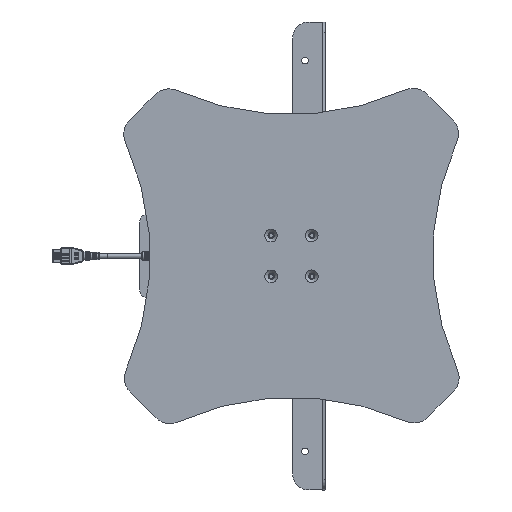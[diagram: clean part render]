
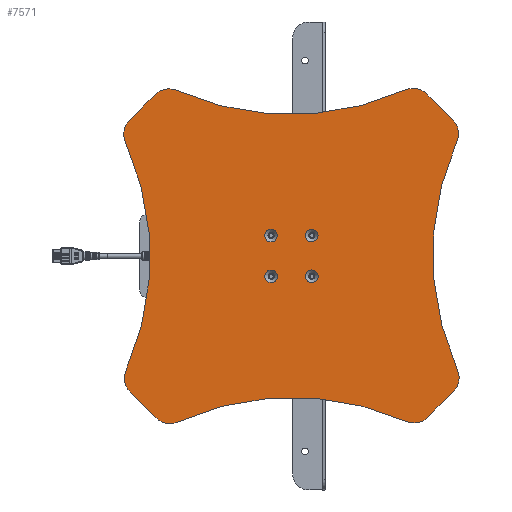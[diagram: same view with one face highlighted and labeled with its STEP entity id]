
A CAD part, front view. The second image highlights one B-rep face of the part: STEP entity #7571.
In plain terms, the highlighted planar face has unit normal (0, -1, 0).
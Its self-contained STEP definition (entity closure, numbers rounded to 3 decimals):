
#2825=FACE_BOUND('',#16920,.T.);
#2826=FACE_BOUND('',#16921,.T.);
#2827=FACE_BOUND('',#16922,.T.);
#2828=FACE_BOUND('',#16923,.T.);
#2829=FACE_BOUND('',#16924,.T.);
#4318=CIRCLE('',#64648,343.82);
#4320=CIRCLE('',#64651,24.);
#4322=CIRCLE('',#64654,24.);
#4331=CIRCLE('',#64668,7.75);
#4332=CIRCLE('',#64670,7.75);
#4333=CIRCLE('',#64672,7.75);
#4334=CIRCLE('',#64674,7.75);
#4344=CIRCLE('',#64686,24.);
#4345=CIRCLE('',#64688,24.);
#4346=CIRCLE('',#64691,24.);
#4347=CIRCLE('',#64693,343.82);
#4348=CIRCLE('',#64695,24.);
#4349=CIRCLE('',#64698,343.82);
#4350=CIRCLE('',#64701,24.);
#4351=CIRCLE('',#64703,343.82);
#4352=CIRCLE('',#64705,24.);
#7571=ADVANCED_FACE('',(#2825,#2826,#2827,#2828,#2829),#10049,.T.);
#10049=PLANE('',#64708);
#16920=EDGE_LOOP('',(#32297,#32298,#32299,#32300,#32301,#32302,#32303,#32304,
#32305,#32306,#32307,#32308,#32309,#32310,#32311,#32312));
#16921=EDGE_LOOP('',(#32313));
#16922=EDGE_LOOP('',(#32314));
#16923=EDGE_LOOP('',(#32315));
#16924=EDGE_LOOP('',(#32316));
#32297=ORIENTED_EDGE('',*,*,#47477,.F.);
#32298=ORIENTED_EDGE('',*,*,#47479,.F.);
#32299=ORIENTED_EDGE('',*,*,#47481,.T.);
#32300=ORIENTED_EDGE('',*,*,#47483,.F.);
#32301=ORIENTED_EDGE('',*,*,#47484,.F.);
#32302=ORIENTED_EDGE('',*,*,#47463,.F.);
#32303=ORIENTED_EDGE('',*,*,#47427,.T.);
#32304=ORIENTED_EDGE('',*,*,#47465,.F.);
#32305=ORIENTED_EDGE('',*,*,#47467,.F.);
#32306=ORIENTED_EDGE('',*,*,#47469,.F.);
#32307=ORIENTED_EDGE('',*,*,#47471,.T.);
#32308=ORIENTED_EDGE('',*,*,#47473,.F.);
#32309=ORIENTED_EDGE('',*,*,#47474,.F.);
#32310=ORIENTED_EDGE('',*,*,#47431,.F.);
#32311=ORIENTED_EDGE('',*,*,#47475,.T.);
#32312=ORIENTED_EDGE('',*,*,#47435,.F.);
#32313=ORIENTED_EDGE('',*,*,#47446,.T.);
#32314=ORIENTED_EDGE('',*,*,#47447,.T.);
#32315=ORIENTED_EDGE('',*,*,#47448,.T.);
#32316=ORIENTED_EDGE('',*,*,#47445,.T.);
#39385=VERTEX_POINT('',#105559);
#39386=VERTEX_POINT('',#105561);
#39389=VERTEX_POINT('',#105568);
#39390=VERTEX_POINT('',#105570);
#39393=VERTEX_POINT('',#105577);
#39394=VERTEX_POINT('',#105579);
#39403=VERTEX_POINT('',#105603);
#39404=VERTEX_POINT('',#105606);
#39405=VERTEX_POINT('',#105609);
#39406=VERTEX_POINT('',#105612);
#39417=VERTEX_POINT('',#105639);
#39418=VERTEX_POINT('',#105643);
#39419=VERTEX_POINT('',#105647);
#39420=VERTEX_POINT('',#105651);
#39421=VERTEX_POINT('',#105655);
#39422=VERTEX_POINT('',#105659);
#39423=VERTEX_POINT('',#105667);
#39424=VERTEX_POINT('',#105671);
#39425=VERTEX_POINT('',#105675);
#39426=VERTEX_POINT('',#105679);
#47427=EDGE_CURVE('',#39386,#39385,#4318,.T.);
#47431=EDGE_CURVE('',#39389,#39390,#4320,.T.);
#47435=EDGE_CURVE('',#39393,#39394,#4322,.T.);
#47445=EDGE_CURVE('',#39403,#39403,#4331,.T.);
#47446=EDGE_CURVE('',#39404,#39404,#4332,.T.);
#47447=EDGE_CURVE('',#39405,#39405,#4333,.T.);
#47448=EDGE_CURVE('',#39406,#39406,#4334,.T.);
#47463=EDGE_CURVE('',#39386,#39417,#4344,.T.);
#47465=EDGE_CURVE('',#39418,#39385,#4345,.T.);
#47467=EDGE_CURVE('',#39419,#39418,#53962,.T.);
#47469=EDGE_CURVE('',#39420,#39419,#4346,.T.);
#47471=EDGE_CURVE('',#39420,#39421,#4347,.T.);
#47473=EDGE_CURVE('',#39422,#39421,#4348,.T.);
#47474=EDGE_CURVE('',#39390,#39422,#53966,.T.);
#47475=EDGE_CURVE('',#39389,#39394,#4349,.T.);
#47477=EDGE_CURVE('',#39423,#39393,#53968,.T.);
#47479=EDGE_CURVE('',#39424,#39423,#4350,.T.);
#47481=EDGE_CURVE('',#39424,#39425,#4351,.T.);
#47483=EDGE_CURVE('',#39426,#39425,#4352,.T.);
#47484=EDGE_CURVE('',#39417,#39426,#53972,.T.);
#53962=LINE('',#105648,#59912);
#53966=LINE('',#105662,#59916);
#53968=LINE('',#105668,#59918);
#53972=LINE('',#105682,#59922);
#59912=VECTOR('',#79298,1.);
#59916=VECTOR('',#79316,1.);
#59918=VECTOR('',#79324,1.);
#59922=VECTOR('',#79342,1.);
#64648=AXIS2_PLACEMENT_3D('',#105560,#79202,#79203);
#64651=AXIS2_PLACEMENT_3D('',#105569,#79210,#79211);
#64654=AXIS2_PLACEMENT_3D('',#105578,#79218,#79219);
#64668=AXIS2_PLACEMENT_3D('',#105602,#79247,#79248);
#64670=AXIS2_PLACEMENT_3D('',#105605,#79251,#79252);
#64672=AXIS2_PLACEMENT_3D('',#105608,#79255,#79256);
#64674=AXIS2_PLACEMENT_3D('',#105611,#79259,#79260);
#64686=AXIS2_PLACEMENT_3D('',#105640,#79288,#79289);
#64688=AXIS2_PLACEMENT_3D('',#105644,#79293,#79294);
#64691=AXIS2_PLACEMENT_3D('',#105652,#79302,#79303);
#64693=AXIS2_PLACEMENT_3D('',#105656,#79307,#79308);
#64695=AXIS2_PLACEMENT_3D('',#105660,#79312,#79313);
#64698=AXIS2_PLACEMENT_3D('',#105664,#79319,#79320);
#64701=AXIS2_PLACEMENT_3D('',#105672,#79328,#79329);
#64703=AXIS2_PLACEMENT_3D('',#105676,#79333,#79334);
#64705=AXIS2_PLACEMENT_3D('',#105680,#79338,#79339);
#64708=AXIS2_PLACEMENT_3D('',#105684,#79345,#79346);
#79202=DIRECTION('',(0.,1.,0.));
#79203=DIRECTION('',(1.,0.,0.002));
#79210=DIRECTION('',(0.,1.,0.));
#79211=DIRECTION('',(1.,0.,0.002));
#79218=DIRECTION('',(0.,1.,0.));
#79219=DIRECTION('',(1.,0.,0.002));
#79247=DIRECTION('',(0.,1.,0.));
#79248=DIRECTION('',(1.,0.,0.002));
#79251=DIRECTION('',(0.,1.,0.));
#79252=DIRECTION('',(1.,0.,0.002));
#79255=DIRECTION('',(0.,1.,0.));
#79256=DIRECTION('',(1.,0.,0.002));
#79259=DIRECTION('',(0.,1.,0.));
#79260=DIRECTION('',(1.,0.,0.002));
#79288=DIRECTION('',(0.,1.,0.));
#79289=DIRECTION('',(1.,0.,0.002));
#79293=DIRECTION('',(0.,1.,0.));
#79294=DIRECTION('',(1.,0.,0.002));
#79298=DIRECTION('',(-0.709,0.,0.705));
#79302=DIRECTION('',(0.,1.,0.));
#79303=DIRECTION('',(1.,0.,0.002));
#79307=DIRECTION('',(0.,1.,0.));
#79308=DIRECTION('',(1.,0.,0.002));
#79312=DIRECTION('',(0.,1.,0.));
#79313=DIRECTION('',(1.,0.,0.002));
#79316=DIRECTION('',(-0.705,0.,-0.709));
#79319=DIRECTION('',(0.,1.,0.));
#79320=DIRECTION('',(1.,0.,0.002));
#79324=DIRECTION('',(0.709,0.,-0.705));
#79328=DIRECTION('',(0.,1.,0.));
#79329=DIRECTION('',(1.,0.,0.002));
#79333=DIRECTION('',(0.,1.,0.));
#79334=DIRECTION('',(1.,0.,0.002));
#79338=DIRECTION('',(0.,1.,0.));
#79339=DIRECTION('',(1.,0.,0.002));
#79342=DIRECTION('',(0.705,0.,0.709));
#79345=DIRECTION('',(0.,-1.,0.));
#79346=DIRECTION('',(-1.,0.,-0.002));
#105559=CARTESIAN_POINT('',(-203.617,-8.,-141.374));
#105560=CARTESIAN_POINT('',(-517.555,-8.,-1.177));
#105561=CARTESIAN_POINT('',(-204.298,-8.,140.535));
#105568=CARTESIAN_POINT('',(204.151,-8.,-140.388));
#105569=CARTESIAN_POINT('',(181.928,-8.,-149.451));
#105570=CARTESIAN_POINT('',(198.939,-8.,-166.381));
#105577=CARTESIAN_POINT('',(198.132,-8.,167.488));
#105578=CARTESIAN_POINT('',(181.203,-8.,150.477));
#105579=CARTESIAN_POINT('',(203.469,-8.,141.521));
#105602=CARTESIAN_POINT('',(-25.134,-8.,25.013));
#105603=CARTESIAN_POINT('',(-17.384,-8.,25.032));
#105605=CARTESIAN_POINT('',(-25.013,-8.,-24.987));
#105606=CARTESIAN_POINT('',(-17.263,-8.,-24.968));
#105608=CARTESIAN_POINT('',(24.987,-8.,-24.866));
#105609=CARTESIAN_POINT('',(32.737,-8.,-24.847));
#105611=CARTESIAN_POINT('',(24.866,-8.,25.134));
#105612=CARTESIAN_POINT('',(32.616,-8.,25.153));
#105639=CARTESIAN_POINT('',(-199.087,-8.,166.528));
#105640=CARTESIAN_POINT('',(-182.075,-8.,149.599));
#105643=CARTESIAN_POINT('',(-198.28,-8.,-167.341));
#105644=CARTESIAN_POINT('',(-181.35,-8.,-150.329));
#105647=CARTESIAN_POINT('',(-166.528,-8.,-198.939));
#105648=CARTESIAN_POINT('',(-182.404,-8.,-183.14));
#105651=CARTESIAN_POINT('',(-140.536,-8.,-204.151));
#105652=CARTESIAN_POINT('',(-149.599,-8.,-181.928));
#105655=CARTESIAN_POINT('',(141.373,-8.,-203.469));
#105656=CARTESIAN_POINT('',(1.177,-8.,-517.407));
#105659=CARTESIAN_POINT('',(167.341,-8.,-198.132));
#105660=CARTESIAN_POINT('',(150.329,-8.,-181.203));
#105662=CARTESIAN_POINT('',(183.14,-8.,-182.257));
#105664=CARTESIAN_POINT('',(517.407,-8.,1.324));
#105667=CARTESIAN_POINT('',(166.381,-8.,199.087));
#105668=CARTESIAN_POINT('',(182.257,-8.,183.287));
#105671=CARTESIAN_POINT('',(140.388,-8.,204.298));
#105672=CARTESIAN_POINT('',(149.451,-8.,182.075));
#105675=CARTESIAN_POINT('',(-141.521,-8.,203.617));
#105676=CARTESIAN_POINT('',(-1.324,-8.,517.555));
#105679=CARTESIAN_POINT('',(-167.488,-8.,198.28));
#105680=CARTESIAN_POINT('',(-150.477,-8.,181.35));
#105682=CARTESIAN_POINT('',(-183.288,-8.,182.404));
#105684=CARTESIAN_POINT('',(-182.075,-8.,149.599));
